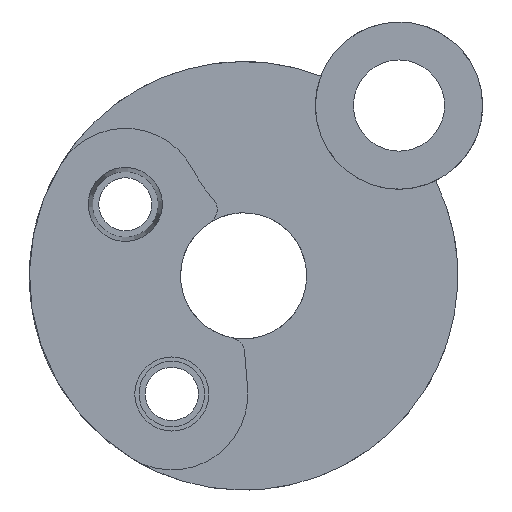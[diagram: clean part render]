
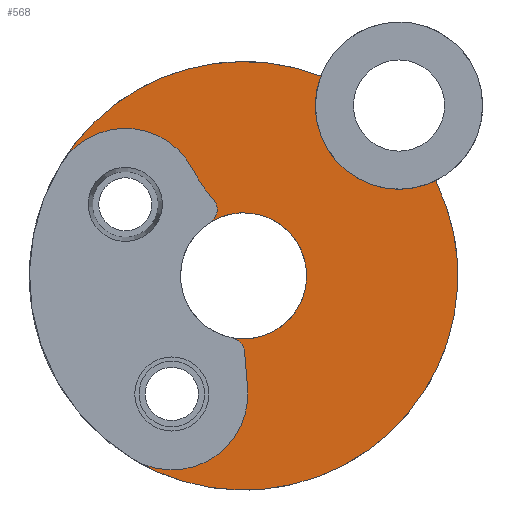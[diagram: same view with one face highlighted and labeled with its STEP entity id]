
A CAD part, front view. The second image highlights one B-rep face of the part: STEP entity #568.
In plain terms, the highlighted planar face has unit normal (0, -1, 0).
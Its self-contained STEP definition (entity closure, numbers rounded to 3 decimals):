
#63=FACE_OUTER_BOUND('',#97,.T.);
#97=EDGE_LOOP('',(#388,#389,#390,#391,#392,#393,#394,#395,#396,#397,#398));
#144=LINE('',#899,#173);
#173=VECTOR('',#712,10.);
#202=CIRCLE('',#617,5.5);
#203=CIRCLE('',#618,14.096);
#204=CIRCLE('',#619,5.);
#205=CIRCLE('',#620,9.5);
#206=CIRCLE('',#621,1.);
#207=CIRCLE('',#622,4.15);
#208=CIRCLE('',#623,1.);
#209=CIRCLE('',#624,5.);
#210=CIRCLE('',#625,14.096);
#211=CIRCLE('',#626,5.5);
#247=VERTEX_POINT('',#883);
#248=VERTEX_POINT('',#884);
#249=VERTEX_POINT('',#886);
#250=VERTEX_POINT('',#888);
#251=VERTEX_POINT('',#890);
#252=VERTEX_POINT('',#892);
#253=VERTEX_POINT('',#894);
#254=VERTEX_POINT('',#896);
#255=VERTEX_POINT('',#898);
#256=VERTEX_POINT('',#900);
#257=VERTEX_POINT('',#902);
#303=EDGE_CURVE('',#247,#248,#202,.T.);
#304=EDGE_CURVE('',#247,#249,#203,.T.);
#305=EDGE_CURVE('',#249,#250,#204,.F.);
#306=EDGE_CURVE('',#251,#250,#205,.T.);
#307=EDGE_CURVE('',#252,#251,#206,.F.);
#308=EDGE_CURVE('',#252,#253,#207,.T.);
#309=EDGE_CURVE('',#254,#253,#208,.F.);
#310=EDGE_CURVE('',#255,#254,#144,.T.);
#311=EDGE_CURVE('',#256,#255,#209,.F.);
#312=EDGE_CURVE('',#256,#257,#210,.T.);
#313=EDGE_CURVE('',#248,#257,#211,.T.);
#388=ORIENTED_EDGE('',*,*,#303,.F.);
#389=ORIENTED_EDGE('',*,*,#304,.T.);
#390=ORIENTED_EDGE('',*,*,#305,.T.);
#391=ORIENTED_EDGE('',*,*,#306,.F.);
#392=ORIENTED_EDGE('',*,*,#307,.F.);
#393=ORIENTED_EDGE('',*,*,#308,.T.);
#394=ORIENTED_EDGE('',*,*,#309,.F.);
#395=ORIENTED_EDGE('',*,*,#310,.F.);
#396=ORIENTED_EDGE('',*,*,#311,.F.);
#397=ORIENTED_EDGE('',*,*,#312,.T.);
#398=ORIENTED_EDGE('',*,*,#313,.F.);
#558=PLANE('',#616);
#568=ADVANCED_FACE('',(#63),#558,.F.);
#616=AXIS2_PLACEMENT_3D('',#882,#696,#697);
#617=AXIS2_PLACEMENT_3D('',#885,#698,#699);
#618=AXIS2_PLACEMENT_3D('',#887,#700,#701);
#619=AXIS2_PLACEMENT_3D('',#889,#702,#703);
#620=AXIS2_PLACEMENT_3D('',#891,#704,#705);
#621=AXIS2_PLACEMENT_3D('',#893,#706,#707);
#622=AXIS2_PLACEMENT_3D('',#895,#708,#709);
#623=AXIS2_PLACEMENT_3D('',#897,#710,#711);
#624=AXIS2_PLACEMENT_3D('',#901,#713,#714);
#625=AXIS2_PLACEMENT_3D('',#903,#715,#716);
#626=AXIS2_PLACEMENT_3D('',#904,#717,#718);
#696=DIRECTION('center_axis',(0.,1.,0.));
#697=DIRECTION('ref_axis',(0.,0.,1.));
#698=DIRECTION('center_axis',(0.,-1.,0.));
#699=DIRECTION('ref_axis',(0.632,0.,0.775));
#700=DIRECTION('center_axis',(0.,-1.,0.));
#701=DIRECTION('ref_axis',(-0.966,0.,-0.259));
#702=DIRECTION('center_axis',(0.,-1.,0.));
#703=DIRECTION('ref_axis',(0.034,0.,0.999));
#704=DIRECTION('center_axis',(0.,1.,0.));
#705=DIRECTION('ref_axis',(-0.996,0.,-0.087));
#706=DIRECTION('center_axis',(0.,1.,0.));
#707=DIRECTION('ref_axis',(0.99,0.,-0.141));
#708=DIRECTION('center_axis',(0.,1.,0.));
#709=DIRECTION('ref_axis',(0.966,0.,0.259));
#710=DIRECTION('center_axis',(0.,1.,0.));
#711=DIRECTION('ref_axis',(0.741,0.,0.671));
#712=DIRECTION('',(-0.084,0.,0.997));
#713=DIRECTION('center_axis',(0.,1.,0.));
#714=DIRECTION('ref_axis',(0.526,0.,-0.85));
#715=DIRECTION('center_axis',(0.,-1.,0.));
#716=DIRECTION('ref_axis',(-0.966,0.,-0.259));
#717=DIRECTION('center_axis',(0.,-1.,0.));
#718=DIRECTION('ref_axis',(0.632,0.,0.775));
#882=CARTESIAN_POINT('Origin',(-434.902,101.163,-340.18));
#883=CARTESIAN_POINT('',(-429.822,101.163,-327.031));
#884=CARTESIAN_POINT('',(-428.155,101.163,-333.24));
#885=CARTESIAN_POINT('Origin',(-424.678,101.163,-328.978));
#886=CARTESIAN_POINT('',(-446.968,101.163,-332.892));
#887=CARTESIAN_POINT('Origin',(-434.902,101.163,-340.18));
#888=CARTESIAN_POINT('',(-438.243,101.163,-333.186));
#889=CARTESIAN_POINT('Origin',(-442.688,101.163,-335.477));
#890=CARTESIAN_POINT('',(-436.893,101.163,-335.152));
#891=CARTESIAN_POINT('Origin',(-429.8,101.163,-328.833));
#892=CARTESIAN_POINT('',(-437.108,101.163,-336.665));
#893=CARTESIAN_POINT('Origin',(-437.639,101.163,-335.818));
#894=CARTESIAN_POINT('',(-435.657,101.163,-344.26));
#895=CARTESIAN_POINT('Origin',(-434.902,101.163,-340.18));
#896=CARTESIAN_POINT('',(-434.843,101.163,-345.16));
#897=CARTESIAN_POINT('Origin',(-435.839,101.163,-345.244));
#898=CARTESIAN_POINT('',(-434.644,101.163,-347.535));
#899=CARTESIAN_POINT('',(-433.291,101.163,-363.669));
#900=CARTESIAN_POINT('',(-442.223,101.163,-352.225));
#901=CARTESIAN_POINT('Origin',(-439.626,101.163,-347.953));
#902=CARTESIAN_POINT('',(-422.27,101.163,-333.923));
#903=CARTESIAN_POINT('Origin',(-434.902,101.163,-340.18));
#904=CARTESIAN_POINT('Origin',(-424.678,101.163,-328.978));
